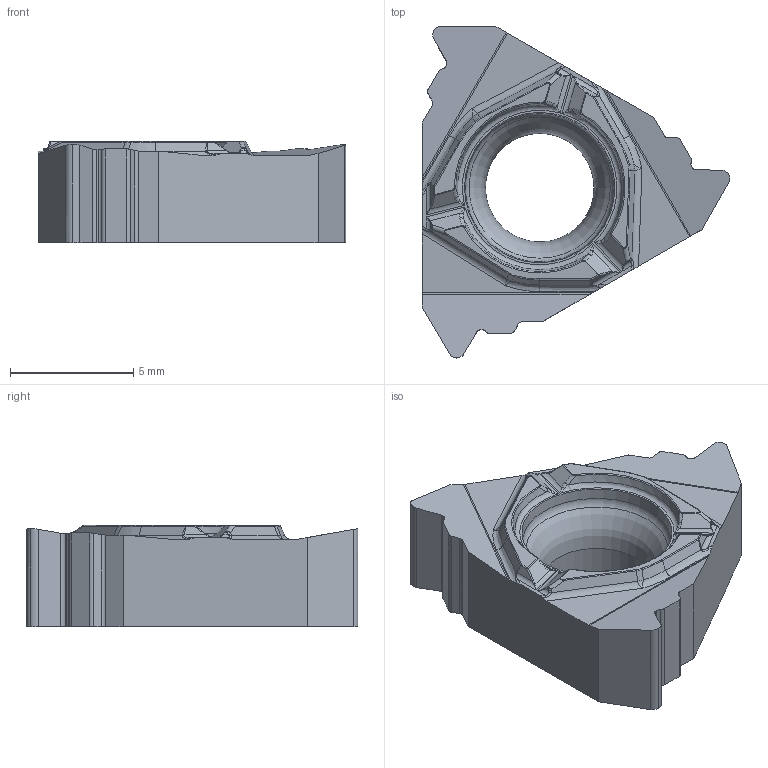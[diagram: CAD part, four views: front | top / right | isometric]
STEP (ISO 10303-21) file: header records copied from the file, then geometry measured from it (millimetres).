
FILE_DESCRIPTION(/* description */ (''),/* implementation_level */ '2;1');
FILE_NAME(/* name */ '1575455441514.stp',/* time_stamp */ '2019-12-04T16:00:53+06:00',/* author */ (''),/* organization */ ('SMS'),/* preprocessor_version */ 'ST-DEVELOPER v16.7',/* originating_system */ 'SIEMENS PLM Software NX 12.0',/* authorisation */ '');
FILE_SCHEMA (('AUTOMOTIVE_DESIGN { 1 0 10303 214 3 1 1 1 }'));
Length unit declared in the file: millimetre
Products named in the file (1): 202493768mod000_00
Bounding box: 12.47 x 13.45 x 4.1 mm (x, y, z)
Volume: 312.9 mm3; surface area: 397.1 mm2
Topology: 1 solids, 1 shells, 228 faces, 569 edges, 336 vertices
Faces by surface type: bspline 75, cylinder 73, plane 50, torus 8, extrusion 6, revolution 6, sphere 6, cone 4
Full cylindrical faces by diameter (mm): 4.4 x1
Entity records: 8430 total; most frequent: CARTESIAN_POINT 3438, ORIENTED_EDGE 1108, DIRECTION 946, EDGE_CURVE 554, AXIS2_PLACEMENT_3D 359, VERTEX_POINT 332, EDGE_LOOP 234, ADVANCED_FACE 228
